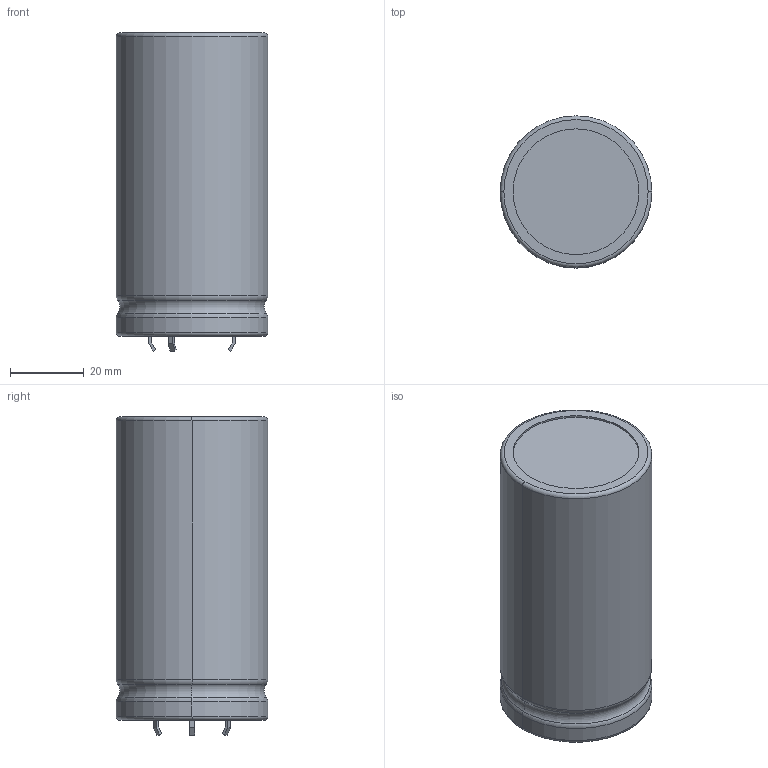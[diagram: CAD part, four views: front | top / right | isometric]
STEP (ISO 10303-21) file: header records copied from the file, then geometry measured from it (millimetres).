
FILE_DESCRIPTION((''),'2;1');
FILE_NAME('CAPPR2260-4100X8200-Q4.stp','2013-10-16T17:01:04',(''),(''),'Mechanical Desktop 2011','Mechanical Desktop 2011',', , ');
FILE_SCHEMA(('AUTOMOTIVE_DESIGN { 1 2 10303 214 1 1 1 1 }'));
Length unit declared in the file: millimetre
Products named in the file (1): Product
Bounding box: 41 x 41 x 86 mm (x, y, z)
Volume: 106457.5 mm3; surface area: 15293.4 mm2
Topology: 6 solids, 6 shells, 58 faces, 120 edges, 76 vertices
Faces by surface type: bspline 32, cylinder 10, torus 10, plane 6
Entity records: 1580 total; most frequent: CARTESIAN_POINT 351, ORIENTED_EDGE 240, DIRECTION 212, EDGE_CURVE 120, VECTOR 82, LINE 82, VERTEX_POINT 76, AXIS2_PLACEMENT_3D 65
